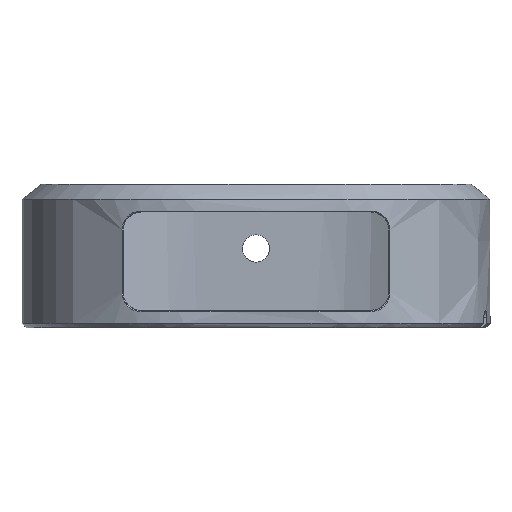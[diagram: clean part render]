
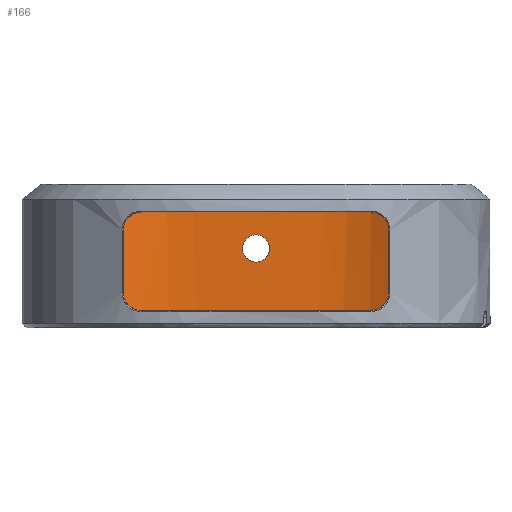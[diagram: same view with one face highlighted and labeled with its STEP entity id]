
A CAD part, left-side view. The second image highlights one B-rep face of the part: STEP entity #166.
In plain terms, the highlighted free-form (B-spline) face has degree [2, 1] with [11, 2] control points.
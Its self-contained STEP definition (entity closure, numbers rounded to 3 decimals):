
#28=FACE_BOUND('',#472,.T.);
#166=ADVANCED_FACE('',(#312,#28),#2406,.T.);
#312=FACE_OUTER_BOUND('',#471,.T.);
#471=EDGE_LOOP('',(#1175,#1176,#1177,#1178,#1179,#1180));
#472=EDGE_LOOP('',(#1181,#1182));
#1175=ORIENTED_EDGE('',*,*,#1342,.F.);
#1176=ORIENTED_EDGE('',*,*,#1362,.F.);
#1177=ORIENTED_EDGE('',*,*,#1361,.F.);
#1178=ORIENTED_EDGE('',*,*,#1254,.F.);
#1179=ORIENTED_EDGE('',*,*,#1615,.F.);
#1180=ORIENTED_EDGE('',*,*,#1260,.F.);
#1181=ORIENTED_EDGE('',*,*,#1614,.F.);
#1182=ORIENTED_EDGE('',*,*,#1635,.T.);
#1254=EDGE_CURVE('',#2026,#2027,#1773,.T.);
#1260=EDGE_CURVE('',#2032,#2033,#1778,.T.);
#1342=EDGE_CURVE('',#2116,#2032,#1837,.T.);
#1361=EDGE_CURVE('',#2027,#2122,#1856,.T.);
#1362=EDGE_CURVE('',#2122,#2116,#1857,.T.);
#1614=EDGE_CURVE('',#2269,#2268,#2003,.T.);
#1615=EDGE_CURVE('',#2033,#2026,#2004,.T.);
#1635=EDGE_CURVE('',#2269,#2268,#2021,.T.);
#1773=(
BOUNDED_CURVE()
B_SPLINE_CURVE(3,(#4069,#4070,#4071,#4072),.UNSPECIFIED.,.F.,.F.)
B_SPLINE_CURVE_WITH_KNOTS((4,4),(0.,26.919),.UNSPECIFIED.)
CURVE()
GEOMETRIC_REPRESENTATION_ITEM()
RATIONAL_B_SPLINE_CURVE((1.,1.,1.,1.))
REPRESENTATION_ITEM('')
);
#1778=(
BOUNDED_CURVE()
B_SPLINE_CURVE(3,(#4087,#4088,#4089,#4090),.UNSPECIFIED.,.F.,.F.)
B_SPLINE_CURVE_WITH_KNOTS((4,4),(0.,26.919),.UNSPECIFIED.)
CURVE()
GEOMETRIC_REPRESENTATION_ITEM()
RATIONAL_B_SPLINE_CURVE((1.,1.,1.,1.))
REPRESENTATION_ITEM('')
);
#1837=(
BOUNDED_CURVE()
B_SPLINE_CURVE(2,(#4357,#4358,#4359),.UNSPECIFIED.,.F.,.F.)
B_SPLINE_CURVE_WITH_KNOTS((3,3),(0.,19.843),.UNSPECIFIED.)
CURVE()
GEOMETRIC_REPRESENTATION_ITEM()
RATIONAL_B_SPLINE_CURVE((1.,0.968,1.))
REPRESENTATION_ITEM('')
);
#1856=(
BOUNDED_CURVE()
B_SPLINE_CURVE(2,(#4407,#4408,#4409),.UNSPECIFIED.,.F.,.F.)
B_SPLINE_CURVE_WITH_KNOTS((3,3),(0.,19.84),.UNSPECIFIED.)
CURVE()
GEOMETRIC_REPRESENTATION_ITEM()
RATIONAL_B_SPLINE_CURVE((1.,0.968,1.))
REPRESENTATION_ITEM('')
);
#1857=(
BOUNDED_CURVE()
B_SPLINE_CURVE(2,(#4410,#4411,#4412),.UNSPECIFIED.,.F.,.F.)
B_SPLINE_CURVE_WITH_KNOTS((3,3),(0.,28.318),.UNSPECIFIED.)
CURVE()
GEOMETRIC_REPRESENTATION_ITEM()
RATIONAL_B_SPLINE_CURVE((1.,1.,1.))
REPRESENTATION_ITEM('')
);
#2003=(
BOUNDED_CURVE()
B_SPLINE_CURVE(2,(#5162,#5163,#5164,#5165,#5166),.UNSPECIFIED.,.F.,.F.)
B_SPLINE_CURVE_WITH_KNOTS((3,2,3),(0.,6.437,12.875),
 .UNSPECIFIED.)
CURVE()
GEOMETRIC_REPRESENTATION_ITEM()
RATIONAL_B_SPLINE_CURVE((1.,0.707,1.,0.707,1.))
REPRESENTATION_ITEM('')
);
#2004=(
BOUNDED_CURVE()
B_SPLINE_CURVE(2,(#5167,#5168,#5169,#5170,#5171,#5172,#5173),
 .UNSPECIFIED.,.F.,.F.)
B_SPLINE_CURVE_WITH_KNOTS((3,2,2,3),(-68.,-48.157,
-19.84,0.),.UNSPECIFIED.)
CURVE()
GEOMETRIC_REPRESENTATION_ITEM()
RATIONAL_B_SPLINE_CURVE((1.,1.04,1.154,1.154,
1.154,1.04,1.))
REPRESENTATION_ITEM('')
);
#2021=(
BOUNDED_CURVE()
B_SPLINE_CURVE(2,(#5278,#5279,#5280,#5281,#5282),.UNSPECIFIED.,.F.,.F.)
B_SPLINE_CURVE_WITH_KNOTS((3,2,3),(-12.875,-6.437,0.),
 .UNSPECIFIED.)
CURVE()
GEOMETRIC_REPRESENTATION_ITEM()
RATIONAL_B_SPLINE_CURVE((1.,0.707,1.,0.707,1.))
REPRESENTATION_ITEM('')
);
#2026=VERTEX_POINT('',#3824);
#2027=VERTEX_POINT('',#3825);
#2032=VERTEX_POINT('',#3830);
#2033=VERTEX_POINT('',#3831);
#2116=VERTEX_POINT('',#3914);
#2122=VERTEX_POINT('',#3920);
#2268=VERTEX_POINT('',#4066);
#2269=VERTEX_POINT('',#4067);
#2406=(
BOUNDED_SURFACE()
B_SPLINE_SURFACE(2,1,((#3586,#3587),(#3588,#3589),(#3590,#3591),(#3592,
#3593),(#3594,#3595),(#3596,#3597),(#3598,#3599),(#3600,#3601),(#3602,#3603),
(#3604,#3605),(#3606,#3607)),.UNSPECIFIED.,.F.,.F.,.F.)
B_SPLINE_SURFACE_WITH_KNOTS((3,2,2,2,2,3),(2,2),(-887.579,-886.244,
-862.965,-831.595,-808.32,-806.985),
(-26.919,0.),.UNSPECIFIED.)
GEOMETRIC_REPRESENTATION_ITEM()
RATIONAL_B_SPLINE_SURFACE(((1.,1.),(1.002,1.002),
(1.004,1.004),(1.042,1.042),
(1.154,1.154),(1.154,1.154),
(1.154,1.154),(1.042,1.042),(1.004,
1.004),(1.002,1.002),(1.,1.)))
REPRESENTATION_ITEM('')
SURFACE()
);
#3586=CARTESIAN_POINT('',(46.736,-33.758,3.941));
#3587=CARTESIAN_POINT('',(46.736,-33.758,30.859));
#3588=CARTESIAN_POINT('',(47.041,-33.251,3.941));
#3589=CARTESIAN_POINT('',(47.041,-33.251,30.859));
#3590=CARTESIAN_POINT('',(47.33,-32.735,3.941));
#3591=CARTESIAN_POINT('',(47.33,-32.735,30.859));
#3592=CARTESIAN_POINT('',(52.179,-24.079,3.941));
#3593=CARTESIAN_POINT('',(52.179,-24.079,30.859));
#3594=CARTESIAN_POINT('',(52.179,-14.157,3.941));
#3595=CARTESIAN_POINT('',(52.179,-14.157,30.859));
#3596=CARTESIAN_POINT('',(52.179,0.001,3.941));
#3597=CARTESIAN_POINT('',(52.179,0.001,30.859));
#3598=CARTESIAN_POINT('',(52.179,14.16,3.941));
#3599=CARTESIAN_POINT('',(52.179,14.16,30.859));
#3600=CARTESIAN_POINT('',(52.179,24.08,3.941));
#3601=CARTESIAN_POINT('',(52.179,24.08,30.859));
#3602=CARTESIAN_POINT('',(47.332,32.735,3.941));
#3603=CARTESIAN_POINT('',(47.332,32.735,30.859));
#3604=CARTESIAN_POINT('',(47.043,33.251,3.941));
#3605=CARTESIAN_POINT('',(47.043,33.251,30.859));
#3606=CARTESIAN_POINT('',(46.738,33.758,3.941));
#3607=CARTESIAN_POINT('',(46.738,33.758,30.859));
#3824=CARTESIAN_POINT('',(47.332,32.735,30.859));
#3825=CARTESIAN_POINT('',(47.332,32.735,3.941));
#3830=CARTESIAN_POINT('',(47.33,-32.735,3.941));
#3831=CARTESIAN_POINT('',(47.33,-32.735,30.859));
#3914=CARTESIAN_POINT('',(52.179,-14.157,3.941));
#3920=CARTESIAN_POINT('',(52.179,14.16,3.941));
#4066=CARTESIAN_POINT('',(52.179,3.22,21.71));
#4067=CARTESIAN_POINT('',(52.179,-3.218,21.71));
#4069=CARTESIAN_POINT('',(47.332,32.735,30.859));
#4070=CARTESIAN_POINT('',(47.332,32.735,21.886));
#4071=CARTESIAN_POINT('',(47.332,32.735,12.914));
#4072=CARTESIAN_POINT('',(47.332,32.735,3.941));
#4087=CARTESIAN_POINT('',(47.33,-32.735,3.941));
#4088=CARTESIAN_POINT('',(47.33,-32.735,12.914));
#4089=CARTESIAN_POINT('',(47.33,-32.735,21.886));
#4090=CARTESIAN_POINT('',(47.33,-32.735,30.859));
#4357=CARTESIAN_POINT('',(52.179,-14.157,3.941));
#4358=CARTESIAN_POINT('',(52.179,-24.079,3.941));
#4359=CARTESIAN_POINT('',(47.33,-32.735,3.941));
#4407=CARTESIAN_POINT('',(47.332,32.735,3.941));
#4408=CARTESIAN_POINT('',(52.179,24.08,3.941));
#4409=CARTESIAN_POINT('',(52.179,14.16,3.941));
#4410=CARTESIAN_POINT('',(52.179,14.16,3.941));
#4411=CARTESIAN_POINT('',(52.179,0.001,3.941));
#4412=CARTESIAN_POINT('',(52.179,-14.157,3.941));
#5162=CARTESIAN_POINT('',(52.179,-3.218,21.71));
#5163=CARTESIAN_POINT('',(52.179,-3.218,18.491));
#5164=CARTESIAN_POINT('',(52.179,0.001,18.491));
#5165=CARTESIAN_POINT('',(52.179,3.22,18.491));
#5166=CARTESIAN_POINT('',(52.179,3.22,21.71));
#5167=CARTESIAN_POINT('',(47.33,-32.735,30.859));
#5168=CARTESIAN_POINT('',(52.179,-24.079,30.859));
#5169=CARTESIAN_POINT('',(52.179,-14.157,30.859));
#5170=CARTESIAN_POINT('',(52.179,0.001,30.859));
#5171=CARTESIAN_POINT('',(52.179,14.16,30.859));
#5172=CARTESIAN_POINT('',(52.179,24.08,30.859));
#5173=CARTESIAN_POINT('',(47.332,32.735,30.859));
#5278=CARTESIAN_POINT('',(52.179,-3.218,21.71));
#5279=CARTESIAN_POINT('',(52.179,-3.218,24.928));
#5280=CARTESIAN_POINT('',(52.179,0.001,24.928));
#5281=CARTESIAN_POINT('',(52.179,3.22,24.928));
#5282=CARTESIAN_POINT('',(52.179,3.22,21.71));
